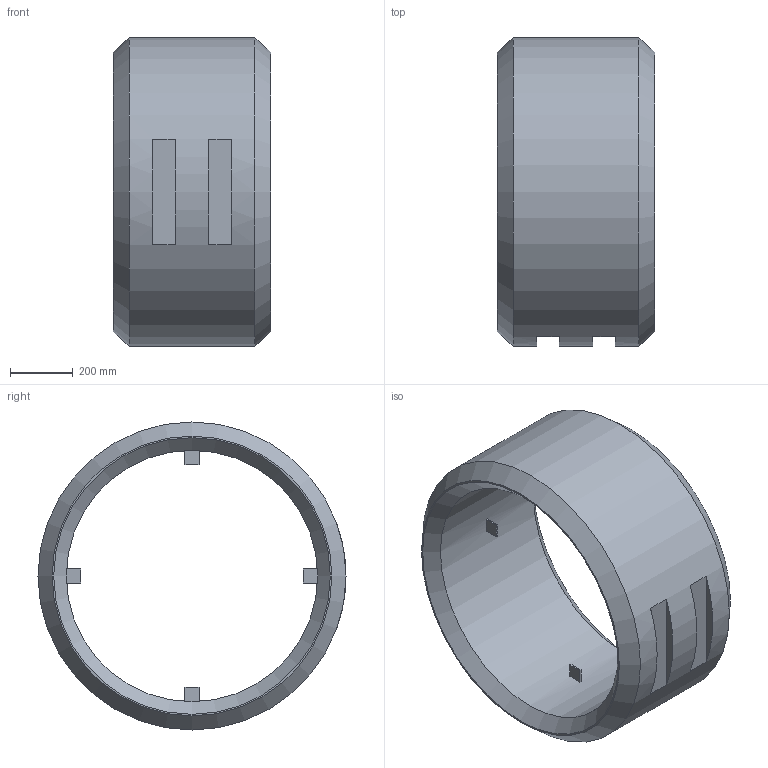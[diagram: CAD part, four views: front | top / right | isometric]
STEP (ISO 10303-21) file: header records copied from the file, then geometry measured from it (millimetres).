
FILE_DESCRIPTION(/* description */ ('PE E-Coupler, Ø800, SDR11/17'),/* implementation_level */ '2;1');
FILE_NAME(/* name */ 'MEL11-RC-800',/* time_stamp */ '2021-09-21T16:48:19+02:00',/* author */ ('COAB Solutions'),/* organization */ ('GPA Flowsystem - www.gpa.no'),/* preprocessor_version */ '',/* originating_system */ 'www.coabsolutions.com',/* authorisation */ '');
FILE_SCHEMA (('AUTOMOTIVE_DESIGN { 1 0 10303 214 3 1 1 }'));
Length unit declared in the file: millimetre
Bounding box: 500 x 980 x 980 mm (x, y, z)
Volume: 114048927.5 mm3; surface area: 3052038.3 mm2
Topology: 1 solids, 1 shells, 34 faces, 83 edges, 54 vertices
Faces by surface type: plane 24, cylinder 6, cone 4
Full cylindrical faces by diameter (mm): 800 x1, 980 x1
Entity records: 1048 total; most frequent: DIRECTION 187, CARTESIAN_POINT 172, ORIENTED_EDGE 166, EDGE_CURVE 83, AXIS2_PLACEMENT_3D 69, VERTEX_POINT 54, LINE 49, VECTOR 49
